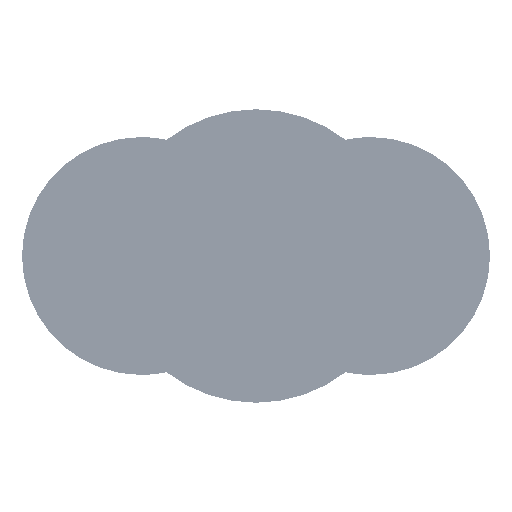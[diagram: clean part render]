
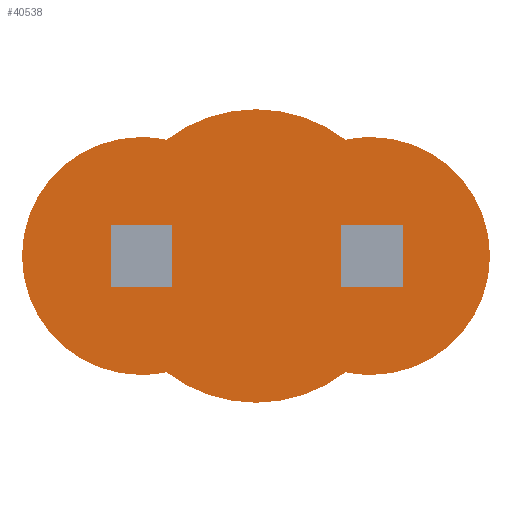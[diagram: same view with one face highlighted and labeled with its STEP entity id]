
A CAD part, front view. The second image highlights one B-rep face of the part: STEP entity #40538.
In plain terms, the highlighted planar face has unit normal (0, -1, 0).
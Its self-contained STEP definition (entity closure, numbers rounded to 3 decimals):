
#1633 = CARTESIAN_POINT ( 'NONE',  ( -1500., 0., 0. ) ) ;
#3170 = ORIENTED_EDGE ( 'NONE', *, *, #15656, .F. ) ;
#3460 = DIRECTION ( 'NONE',  ( 0., 0., 1. ) ) ;
#3850 = DIRECTION ( 'NONE',  ( 0., 0., 1. ) ) ;
#3860 = DIRECTION ( 'NONE',  ( 0., 1., 0. ) ) ;
#5800 = ORIENTED_EDGE ( 'NONE', *, *, #67547, .F. ) ;
#5944 = ORIENTED_EDGE ( 'NONE', *, *, #42239, .F. ) ;
#7877 = DIRECTION ( 'NONE',  ( 0., 0., 1. ) ) ;
#8009 = AXIS2_PLACEMENT_3D ( 'NONE', #58697, #20945, #65077 ) ;
#10828 = EDGE_CURVE ( 'NONE', #13902, #23908, #58146, .T. ) ;
#11066 = AXIS2_PLACEMENT_3D ( 'NONE', #15259, #59323, #21557 ) ;
#11255 = PLANE ( 'NONE',  #16770 ) ;
#11517 = CIRCLE ( 'NONE', #59698, 1912.5 ) ;
#11518 = DIRECTION ( 'NONE',  ( 0., 1., 0. ) ) ;
#11772 = VERTEX_POINT ( 'NONE', #62464 ) ;
#12824 = CIRCLE ( 'NONE', #48305, 1912.5 ) ;
#13053 = CARTESIAN_POINT ( 'NONE',  ( 0., 0., 0. ) ) ;
#13825 = CIRCLE ( 'NONE', #73488, 1550. ) ;
#13902 = VERTEX_POINT ( 'NONE', #54164 ) ;
#15259 = CARTESIAN_POINT ( 'NONE',  ( -1500., 0., 0. ) ) ;
#15329 = CARTESIAN_POINT ( 'NONE',  ( -1500., 0., 0. ) ) ;
#15656 = EDGE_CURVE ( 'NONE', #47320, #28215, #45569, .T. ) ;
#16770 = AXIS2_PLACEMENT_3D ( 'NONE', #80694, #11518, #55546 ) ;
#19325 = DIRECTION ( 'NONE',  ( 0., 0., 1. ) ) ;
#20945 = DIRECTION ( 'NONE',  ( 0., 1., 0. ) ) ;
#21557 = DIRECTION ( 'NONE',  ( 0., 0., 1. ) ) ;
#21621 = DIRECTION ( 'NONE',  ( 0., 0., 1. ) ) ;
#21757 = CARTESIAN_POINT ( 'NONE',  ( -1500., 0., 1550. ) ) ;
#23263 = CARTESIAN_POINT ( 'NONE',  ( -1168.385, 0., 1514.111 ) ) ;
#23908 = VERTEX_POINT ( 'NONE', #24233 ) ;
#24233 = CARTESIAN_POINT ( 'NONE',  ( 1168.385, 0., -1514.111 ) ) ;
#24264 = ORIENTED_EDGE ( 'NONE', *, *, #57322, .F. ) ;
#24450 = CARTESIAN_POINT ( 'NONE',  ( 0., 0., -1912.5 ) ) ;
#26369 = ORIENTED_EDGE ( 'NONE', *, *, #29800, .F. ) ;
#27734 = AXIS2_PLACEMENT_3D ( 'NONE', #79332, #41590, #3850 ) ;
#28215 = VERTEX_POINT ( 'NONE', #41615 ) ;
#29800 = EDGE_CURVE ( 'NONE', #54415, #47320, #12824, .T. ) ;
#33843 = VERTEX_POINT ( 'NONE', #52186 ) ;
#33939 = CIRCLE ( 'NONE', #45517, 1550. ) ;
#35693 = CARTESIAN_POINT ( 'NONE',  ( 1500., 0., 0. ) ) ;
#38230 = CIRCLE ( 'NONE', #27734, 1912.5 ) ;
#38534 = ORIENTED_EDGE ( 'NONE', *, *, #56386, .F. ) ;
#40538 = ADVANCED_FACE ( 'NONE', ( #64517 ), #11255, .F. ) ;
#41197 = DIRECTION ( 'NONE',  ( 0., 1., 0. ) ) ;
#41590 = DIRECTION ( 'NONE',  ( 0., 1., 0. ) ) ;
#41601 = CARTESIAN_POINT ( 'NONE',  ( 0., 0., 0. ) ) ;
#41615 = CARTESIAN_POINT ( 'NONE',  ( -1500., 0., -1550. ) ) ;
#42061 = DIRECTION ( 'NONE',  ( 0., 0., 1. ) ) ;
#42239 = EDGE_CURVE ( 'NONE', #33843, #11772, #69365, .T. ) ;
#45517 = AXIS2_PLACEMENT_3D ( 'NONE', #78952, #41197, #3460 ) ;
#45569 = CIRCLE ( 'NONE', #68004, 1550. ) ;
#45609 = VERTEX_POINT ( 'NONE', #23263 ) ;
#45641 = DIRECTION ( 'NONE',  ( 0., 1., 0. ) ) ;
#47320 = VERTEX_POINT ( 'NONE', #66044 ) ;
#47920 = DIRECTION ( 'NONE',  ( 0., 0., 1. ) ) ;
#48305 = AXIS2_PLACEMENT_3D ( 'NONE', #13053, #57084, #19325 ) ;
#49627 = CIRCLE ( 'NONE', #11066, 1550. ) ;
#50684 = AXIS2_PLACEMENT_3D ( 'NONE', #35693, #79793, #42061 ) ;
#51966 = EDGE_CURVE ( 'NONE', #75330, #45609, #13825, .T. ) ;
#52186 = CARTESIAN_POINT ( 'NONE',  ( 1168.385, 0., 1514.111 ) ) ;
#54164 = CARTESIAN_POINT ( 'NONE',  ( 1500., 0., -1550. ) ) ;
#54415 = VERTEX_POINT ( 'NONE', #24450 ) ;
#55546 = DIRECTION ( 'NONE',  ( 0., 0., 1. ) ) ;
#56386 = EDGE_CURVE ( 'NONE', #45609, #33843, #38230, .T. ) ;
#57084 = DIRECTION ( 'NONE',  ( 0., 1., 0. ) ) ;
#57322 = EDGE_CURVE ( 'NONE', #11772, #13902, #33939, .T. ) ;
#57615 = ORIENTED_EDGE ( 'NONE', *, *, #10828, .F. ) ;
#58146 = CIRCLE ( 'NONE', #8009, 1550. ) ;
#58697 = CARTESIAN_POINT ( 'NONE',  ( 1500., 0., 0. ) ) ;
#59323 = DIRECTION ( 'NONE',  ( 0., 1., 0. ) ) ;
#59389 = DIRECTION ( 'NONE',  ( 0., 1., 0. ) ) ;
#59698 = AXIS2_PLACEMENT_3D ( 'NONE', #41601, #3860, #47920 ) ;
#60559 = EDGE_CURVE ( 'NONE', #23908, #54415, #11517, .T. ) ;
#62464 = CARTESIAN_POINT ( 'NONE',  ( 1500., 0., 1550. ) ) ;
#64517 = FACE_OUTER_BOUND ( 'NONE', #75460, .T. ) ;
#65077 = DIRECTION ( 'NONE',  ( 0., 0., 1. ) ) ;
#66044 = CARTESIAN_POINT ( 'NONE',  ( -1168.385, 0., -1514.111 ) ) ;
#66727 = ORIENTED_EDGE ( 'NONE', *, *, #60559, .F. ) ;
#67547 = EDGE_CURVE ( 'NONE', #28215, #75330, #49627, .T. ) ;
#68004 = AXIS2_PLACEMENT_3D ( 'NONE', #1633, #45641, #7877 ) ;
#69365 = CIRCLE ( 'NONE', #50684, 1550. ) ;
#73488 = AXIS2_PLACEMENT_3D ( 'NONE', #15329, #59389, #21621 ) ;
#75330 = VERTEX_POINT ( 'NONE', #21757 ) ;
#75460 = EDGE_LOOP ( 'NONE', ( #3170, #26369, #66727, #57615, #24264, #5944, #38534, #80679, #5800 ) ) ;
#78952 = CARTESIAN_POINT ( 'NONE',  ( 1500., 0., 0. ) ) ;
#79332 = CARTESIAN_POINT ( 'NONE',  ( 0., 0., 0. ) ) ;
#79793 = DIRECTION ( 'NONE',  ( 0., 1., 0. ) ) ;
#80679 = ORIENTED_EDGE ( 'NONE', *, *, #51966, .F. ) ;
#80694 = CARTESIAN_POINT ( 'NONE',  ( -750., 0., 0. ) ) ;
